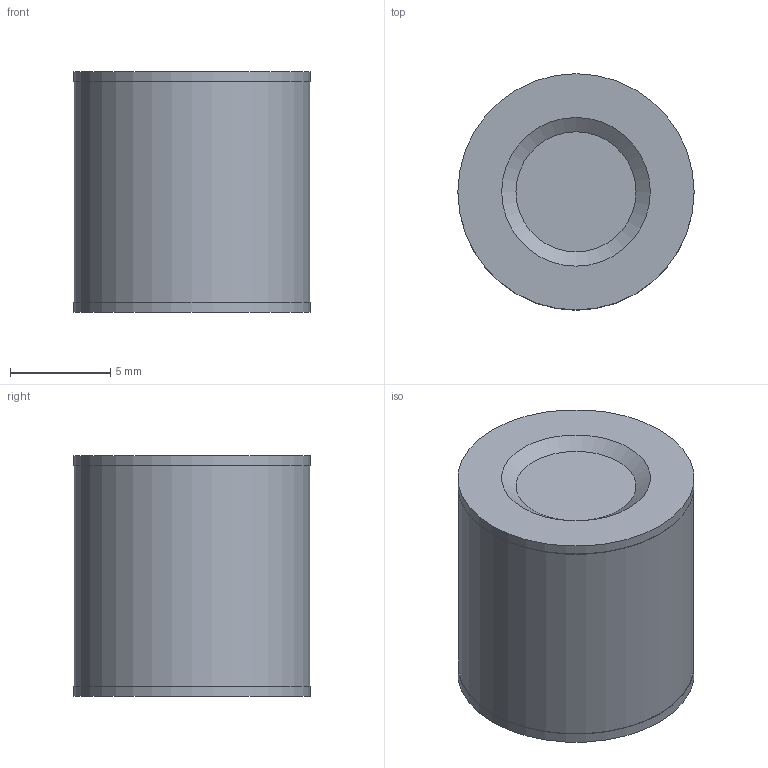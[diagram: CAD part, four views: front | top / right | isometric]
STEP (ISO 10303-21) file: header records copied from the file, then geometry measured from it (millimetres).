
FILE_DESCRIPTION(/* description */ (''),/* implementation_level */ '2;1');
FILE_NAME(/* name */ '49-12D12-B.stp',/* time_stamp */ '2020-09-20T17:15:56+08:00',/* author */ (''),/* organization */ (''),/* preprocessor_version */ 'ST-DEVELOPER v16',/* originating_system */ 'SIEMENS PLM Software NX 10.0',/* authorisation */ '');
FILE_SCHEMA (('AP203_CONFIGURATION_CONTROLLED_3D_DESIGN_OF_MECHANICAL_PARTS_AND_ASSEMBLIES_MIM_LF { 1 0 10303 403 2 1 2}'));
Length unit declared in the file: millimetre
Products named in the file (1): wusc16E05ED8y8g8
Bounding box: 11.8 x 11.8 x 12 mm (x, y, z)
Volume: 1268.6 mm3; surface area: 670.3 mm2
Topology: 1 solids, 1 shells, 11 faces, 19 edges, 14 vertices
Faces by surface type: plane 6, cylinder 3, cone 2
Full cylindrical faces by diameter (mm): 11.76 x1, 11.8 x2
Entity records: 306 total; most frequent: DIRECTION 44, CARTESIAN_POINT 32, AXIS2_PLACEMENT_3D 22, EDGE_LOOP 20, ORIENTED_EDGE 20, FACE_BOUND 18, ADVANCED_FACE 11, VERTEX_POINT 10
